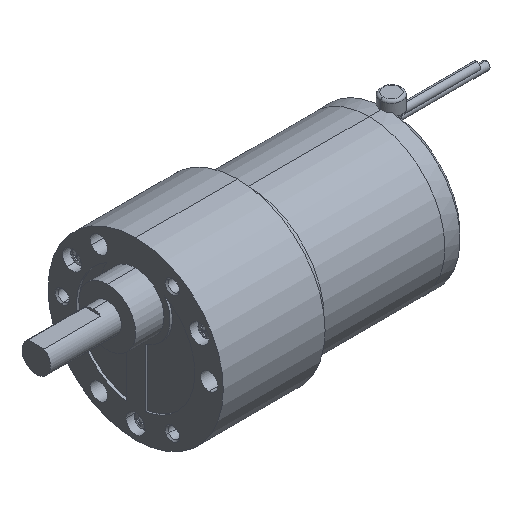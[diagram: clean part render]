
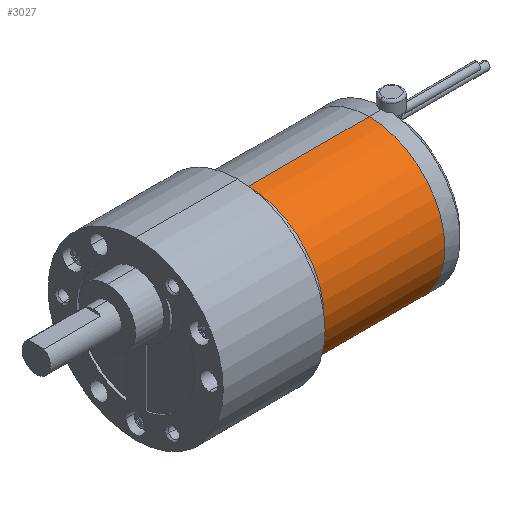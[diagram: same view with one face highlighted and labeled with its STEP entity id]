
A CAD part, isometric view. The second image highlights one B-rep face of the part: STEP entity #3027.
In plain terms, the highlighted cylindrical face has radius 16 mm (diameter 32 mm), a partial arc.
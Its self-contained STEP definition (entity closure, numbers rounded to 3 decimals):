
#2949=CARTESIAN_POINT('POINT6625',(23.8,0.,
   9.));
#2950=VERTEX_POINT('VERTEX6625',#2949);
#2959=CARTESIAN_POINT('POINT6626',(23.8,0.,
   -23.));
#2960=VERTEX_POINT('VERTEX6626',#2959);
#2968=CARTESIAN_POINT('POS9533',(23.8,0.,-7.));
#2969=DIRECTION('DIR14936',(-1.,0.,0.));
#2970=DIRECTION('DIR14937',(0.,0.,1.));
#2971=AXIS2_PLACEMENT_3D('AXIS5404',#2968,#2969,#2970);
#2972=CIRCLE('ELLIPSE2604',#2971,16.);
#2973=EDGE_CURVE('EDGE10631',#2960,#2950,#2972,.T.);
#2996=CARTESIAN_POINT('POINT6627',(49.3,0.,
   9.));
#2997=VERTEX_POINT('VERTEX6627',#2996);
#2998=CARTESIAN_POINT('POS9536',(36.55,0.,
   9.));
#2999=DIRECTION('DIR14942',(-1.,0.,0.));
#3000=VECTOR('VEC4130',#2999,1.);
#3001=LINE('STRAIGHT4130',#2998,#3000);
#3002=EDGE_CURVE('EDGE10633',#2997,#2950,#3001,.T.);
#3003=ORIENTED_EDGE('COEDGE21271',*,*,#3002,.T.);
#3004=ORIENTED_EDGE('COEDGE21272',*,*,#2973,.F.);
#3005=CARTESIAN_POINT('POINT6628',(49.3,0.,
   -23.));
#3006=VERTEX_POINT('VERTEX6628',#3005);
#3007=CARTESIAN_POINT('POS9537',(36.55,0.,
   -23.));
#3008=DIRECTION('DIR14943',(1.,0.,0.));
#3009=VECTOR('VEC4131',#3008,1.);
#3010=LINE('STRAIGHT4131',#3007,#3009);
#3011=EDGE_CURVE('EDGE10634',#2960,#3006,#3010,.T.);
#3012=ORIENTED_EDGE('COEDGE21273',*,*,#3011,.T.);
#3013=CARTESIAN_POINT('POS9538',(49.3,0.,-7.));
#3014=DIRECTION('DIR14944',(-1.,0.,0.));
#3015=DIRECTION('DIR14945',(0.,0.,1.));
#3016=AXIS2_PLACEMENT_3D('AXIS5407',#3013,#3014,#3015);
#3017=CIRCLE('ELLIPSE2606',#3016,16.);
#3018=EDGE_CURVE('EDGE10635',#3006,#2997,#3017,.T.);
#3019=ORIENTED_EDGE('COEDGE21274',*,*,#3018,.T.);
#3020=EDGE_LOOP('NONE',(#3003,#3004,#3012,#3019));
#3021=FACE_BOUND('LOOP1',#3020,.T.);
#3022=CARTESIAN_POINT('POS9539',(36.55,0.,-7.));
#3023=DIRECTION('DIR14946',(-1.,0.,0.));
#3024=DIRECTION('DIR14947',(0.,0.,1.));
#3025=AXIS2_PLACEMENT_3D('AXIS5408',#3022,#3023,#3024);
#3026=CYLINDRICAL_SURFACE('CONE_SURF1124',#3025,16.);
#3027=ADVANCED_FACE('FACE4794',(#3021),#3026,.T.);
